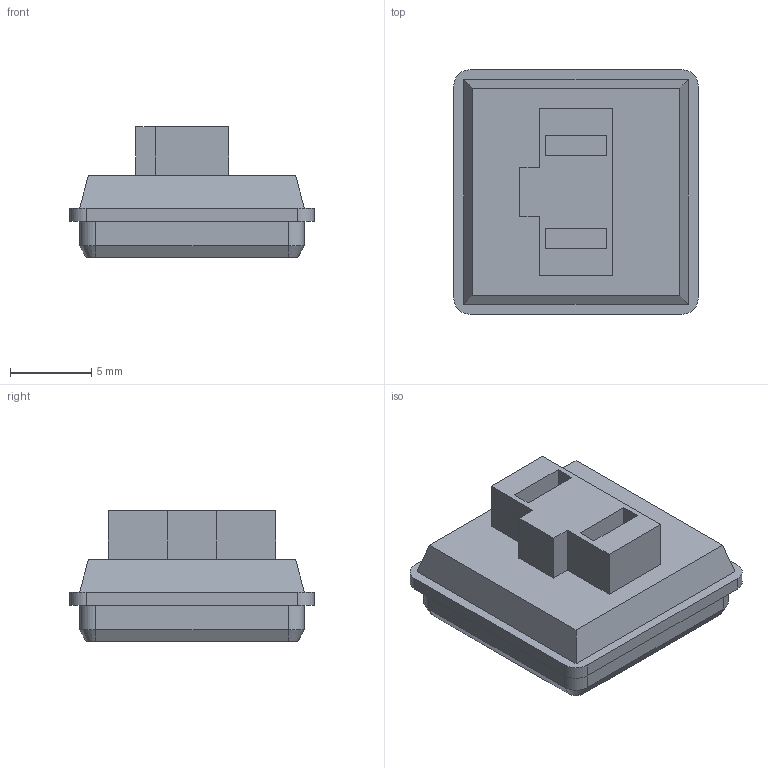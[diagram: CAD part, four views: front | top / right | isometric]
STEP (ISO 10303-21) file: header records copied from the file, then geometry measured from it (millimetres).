
FILE_DESCRIPTION (( 'STEP AP214' ), '1' );
FILE_NAME ('Kailh ChocLP.STEP', '2019-07-05T13:35:07', ( '' ), ( '' ), 'SwSTEP 2.0', 'SolidWorks 2016', '' );
FILE_SCHEMA (( 'AUTOMOTIVE_DESIGN' ));
Length unit declared in the file: millimetre
Products named in the file (1): Kailh ChocLP
Bounding box: 15 x 15 x 8 mm (x, y, z)
Volume: 1011.2 mm3; surface area: 1358.7 mm2
Topology: 3 solids, 3 shells, 65 faces, 160 edges, 104 vertices
Faces by surface type: plane 53, cylinder 8, cone 4
Entity records: 2291 total; most frequent: CARTESIAN_POINT 330, ORIENTED_EDGE 320, DIRECTION 312, EDGE_CURVE 160, VECTOR 140, LINE 140, VERTEX_POINT 104, AXIS2_PLACEMENT_3D 86
